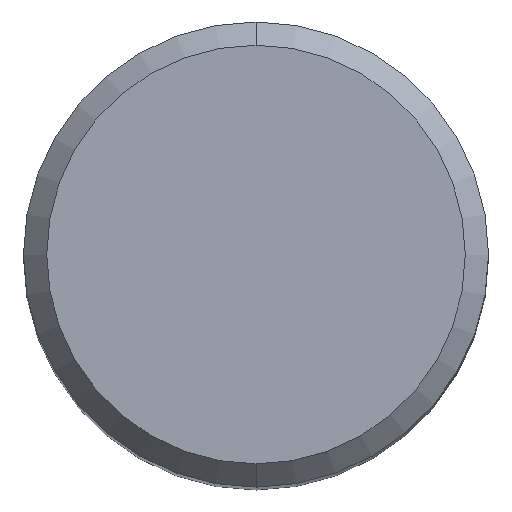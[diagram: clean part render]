
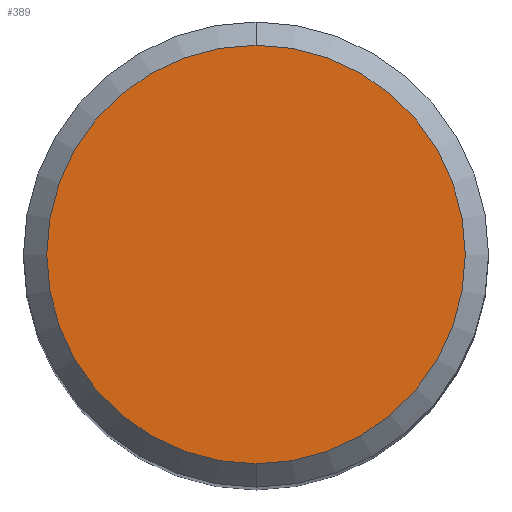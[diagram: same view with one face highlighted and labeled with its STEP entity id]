
A CAD part, top view. The second image highlights one B-rep face of the part: STEP entity #389.
In plain terms, the highlighted planar face has unit normal (0, 0, 1).
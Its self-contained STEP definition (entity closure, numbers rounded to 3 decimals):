
#217=VERTEX_POINT('',#522);
#227=EDGE_CURVE('',#217,#387,#532,.T.);
#277=EDGE_CURVE('',#387,#217,#586,.T.);
#387=VERTEX_POINT('',#705);
#389=ADVANCED_FACE('',(#707),#708,.T.);
#522=CARTESIAN_POINT('',(0.,-5.4,0.0));
#532=CIRCLE('',#913,5.4);
#586=CIRCLE('',#1046,5.4);
#705=CARTESIAN_POINT('',(0.0,5.4,0.0));
#707=FACE_OUTER_BOUND('',#1329,.T.);
#708=PLANE('',#1330);
#913=AXIS2_PLACEMENT_3D('',#1546,#1547,#1548);
#1046=AXIS2_PLACEMENT_3D('',#1611,#1612,#1613);
#1329=EDGE_LOOP('',(#1733,#1734));
#1330=AXIS2_PLACEMENT_3D('',#1735,#1736,#1737);
#1546=CARTESIAN_POINT('',(0.0,0.0,0.0));
#1547=DIRECTION('',(0.0,0.0,-1.0));
#1548=DIRECTION('',(0.0,1.0,0.0));
#1611=CARTESIAN_POINT('',(0.0,0.0,0.0));
#1612=DIRECTION('',(0.0,0.0,-1.0));
#1613=DIRECTION('',(0.0,1.0,0.0));
#1733=ORIENTED_EDGE('',*,*,#277,.F.);
#1734=ORIENTED_EDGE('',*,*,#227,.F.);
#1735=CARTESIAN_POINT('',(0.0,2.7,0.0));
#1736=DIRECTION('',(-0.0,0.0,1.0));
#1737=DIRECTION('',(0.0,-1.0,0.0));
